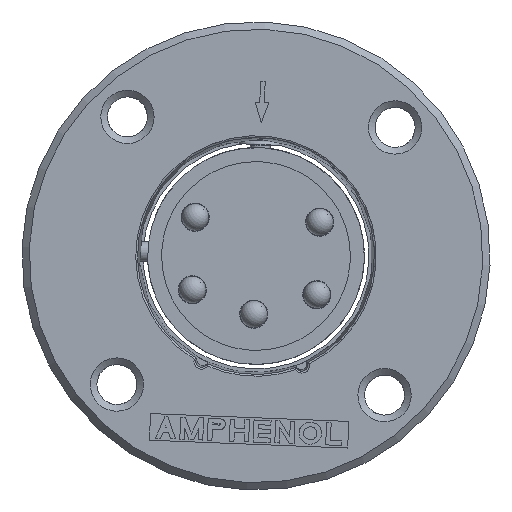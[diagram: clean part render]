
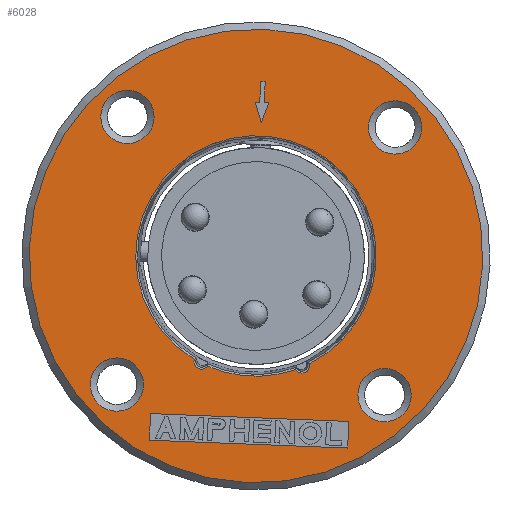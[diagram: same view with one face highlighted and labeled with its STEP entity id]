
A CAD part, left-side view. The second image highlights one B-rep face of the part: STEP entity #6028.
In plain terms, the highlighted planar face has unit normal (-1, 0, 0).
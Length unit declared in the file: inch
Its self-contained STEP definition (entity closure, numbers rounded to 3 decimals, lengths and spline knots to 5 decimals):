
#140=B_SPLINE_CURVE_WITH_KNOTS('',3,(#9923,#9924,#9925,#9926,#9927,#9928,
#9929,#9930),.UNSPECIFIED.,.F.,.F.,(4,1,1,1,1,4),(-0.78542,-0.72752,
-0.68876,-0.65,-0.61124,-0.55334),
 .UNSPECIFIED.);
#147=B_SPLINE_CURVE_WITH_KNOTS('',3,(#10062,#10063,#10064,#10065,#10066,
#10067,#10068,#10069),.UNSPECIFIED.,.F.,.F.,(4,1,1,1,1,4),(-0.25135,
-0.19345,-0.15469,-0.11593,-0.07717,
-0.01927),.UNSPECIFIED.);
#482=LINE('',#10147,#1006);
#483=LINE('',#10149,#1007);
#484=LINE('',#10151,#1008);
#485=LINE('',#10152,#1009);
#486=LINE('',#10155,#1010);
#487=LINE('',#10157,#1011);
#488=LINE('',#10159,#1012);
#489=LINE('',#10161,#1013);
#490=LINE('',#10163,#1014);
#491=LINE('',#10165,#1015);
#492=LINE('',#10166,#1016);
#1006=VECTOR('',#7517,0.11417);
#1007=VECTOR('',#7518,0.85039);
#1008=VECTOR('',#7519,0.11417);
#1009=VECTOR('',#7520,0.85039);
#1010=VECTOR('',#7521,0.09337);
#1011=VECTOR('',#7522,0.09337);
#1012=VECTOR('',#7523,0.01969);
#1013=VECTOR('',#7524,0.08858);
#1014=VECTOR('',#7525,0.01969);
#1015=VECTOR('',#7526,0.08858);
#1016=VECTOR('',#7527,0.01969);
#1314=FACE_BOUND('',#2107,.T.);
#1315=FACE_BOUND('',#2108,.T.);
#1316=FACE_BOUND('',#2109,.T.);
#1317=FACE_BOUND('',#2110,.T.);
#1318=FACE_BOUND('',#2111,.T.);
#1319=FACE_BOUND('',#2112,.T.);
#1320=FACE_BOUND('',#2113,.T.);
#1459=CIRCLE('',#6452,0.51567);
#1460=CIRCLE('',#6455,0.51567);
#1462=CIRCLE('',#6458,0.97244);
#1463=CIRCLE('',#6459,0.11417);
#1464=CIRCLE('',#6460,0.11417);
#1465=CIRCLE('',#6461,0.11417);
#1466=CIRCLE('',#6462,0.11417);
#1767=FACE_OUTER_BOUND('',#2106,.T.);
#2106=EDGE_LOOP('',(#4641));
#2107=EDGE_LOOP('',(#4642,#4643,#4644,#4645));
#2108=EDGE_LOOP('',(#4646,#4647,#4648,#4649));
#2109=EDGE_LOOP('',(#4650,#4651,#4652,#4653,#4654,#4655,#4656));
#2110=EDGE_LOOP('',(#4657));
#2111=EDGE_LOOP('',(#4658));
#2112=EDGE_LOOP('',(#4659));
#2113=EDGE_LOOP('',(#4660));
#2738=VERTEX_POINT('',#9907);
#2739=VERTEX_POINT('',#9922);
#2744=VERTEX_POINT('',#9967);
#2748=VERTEX_POINT('',#10047);
#2754=VERTEX_POINT('',#10143);
#2755=VERTEX_POINT('',#10145);
#2756=VERTEX_POINT('',#10146);
#2757=VERTEX_POINT('',#10148);
#2758=VERTEX_POINT('',#10150);
#2759=VERTEX_POINT('',#10153);
#2760=VERTEX_POINT('',#10154);
#2761=VERTEX_POINT('',#10156);
#2762=VERTEX_POINT('',#10158);
#2763=VERTEX_POINT('',#10160);
#2764=VERTEX_POINT('',#10162);
#2765=VERTEX_POINT('',#10164);
#2766=VERTEX_POINT('',#10167);
#2767=VERTEX_POINT('',#10169);
#2768=VERTEX_POINT('',#10171);
#2769=VERTEX_POINT('',#10173);
#3497=EDGE_CURVE('',#2738,#2739,#140,.T.);
#3504=EDGE_CURVE('',#2744,#2738,#1459,.T.);
#3509=EDGE_CURVE('',#2748,#2744,#147,.T.);
#3513=EDGE_CURVE('',#2739,#2748,#1460,.T.);
#3519=EDGE_CURVE('',#2754,#2754,#1462,.T.);
#3520=EDGE_CURVE('',#2755,#2756,#482,.T.);
#3521=EDGE_CURVE('',#2756,#2757,#483,.T.);
#3522=EDGE_CURVE('',#2757,#2758,#484,.T.);
#3523=EDGE_CURVE('',#2758,#2755,#485,.T.);
#3524=EDGE_CURVE('',#2759,#2760,#486,.T.);
#3525=EDGE_CURVE('',#2760,#2761,#487,.T.);
#3526=EDGE_CURVE('',#2761,#2762,#488,.T.);
#3527=EDGE_CURVE('',#2762,#2763,#489,.T.);
#3528=EDGE_CURVE('',#2763,#2764,#490,.T.);
#3529=EDGE_CURVE('',#2764,#2765,#491,.T.);
#3530=EDGE_CURVE('',#2765,#2759,#492,.T.);
#3531=EDGE_CURVE('',#2766,#2766,#1463,.T.);
#3532=EDGE_CURVE('',#2767,#2767,#1464,.T.);
#3533=EDGE_CURVE('',#2768,#2768,#1465,.T.);
#3534=EDGE_CURVE('',#2769,#2769,#1466,.T.);
#4641=ORIENTED_EDGE('',*,*,#3519,.F.);
#4642=ORIENTED_EDGE('',*,*,#3497,.F.);
#4643=ORIENTED_EDGE('',*,*,#3504,.F.);
#4644=ORIENTED_EDGE('',*,*,#3509,.F.);
#4645=ORIENTED_EDGE('',*,*,#3513,.F.);
#4646=ORIENTED_EDGE('',*,*,#3520,.T.);
#4647=ORIENTED_EDGE('',*,*,#3521,.T.);
#4648=ORIENTED_EDGE('',*,*,#3522,.T.);
#4649=ORIENTED_EDGE('',*,*,#3523,.T.);
#4650=ORIENTED_EDGE('',*,*,#3524,.T.);
#4651=ORIENTED_EDGE('',*,*,#3525,.T.);
#4652=ORIENTED_EDGE('',*,*,#3526,.T.);
#4653=ORIENTED_EDGE('',*,*,#3527,.T.);
#4654=ORIENTED_EDGE('',*,*,#3528,.T.);
#4655=ORIENTED_EDGE('',*,*,#3529,.T.);
#4656=ORIENTED_EDGE('',*,*,#3530,.T.);
#4657=ORIENTED_EDGE('',*,*,#3531,.T.);
#4658=ORIENTED_EDGE('',*,*,#3532,.T.);
#4659=ORIENTED_EDGE('',*,*,#3533,.T.);
#4660=ORIENTED_EDGE('',*,*,#3534,.T.);
#5556=PLANE('',#6457);
#6028=ADVANCED_FACE('',(#1767,#1314,#1315,#1316,#1317,#1318,#1319,#1320),
#5556,.T.);
#6452=AXIS2_PLACEMENT_3D('',#9982,#7499,#7500);
#6455=AXIS2_PLACEMENT_3D('',#10089,#7507,#7508);
#6457=AXIS2_PLACEMENT_3D('',#10142,#7513,#7514);
#6458=AXIS2_PLACEMENT_3D('',#10144,#7515,#7516);
#6459=AXIS2_PLACEMENT_3D('',#10168,#7528,#7529);
#6460=AXIS2_PLACEMENT_3D('',#10170,#7530,#7531);
#6461=AXIS2_PLACEMENT_3D('',#10172,#7532,#7533);
#6462=AXIS2_PLACEMENT_3D('',#10174,#7534,#7535);
#7499=DIRECTION('center_axis',(-1.,0.,0.));
#7500=DIRECTION('ref_axis',(0.,-0.039,0.999));
#7507=DIRECTION('center_axis',(-1.,0.,0.));
#7508=DIRECTION('ref_axis',(0.,0.039,-0.999));
#7513=DIRECTION('center_axis',(-1.,0.,0.));
#7514=DIRECTION('ref_axis',(0.,-0.039,0.999));
#7515=DIRECTION('center_axis',(1.,0.,0.));
#7516=DIRECTION('ref_axis',(0.,-0.039,0.999));
#7517=DIRECTION('',(0.,0.039,-0.999));
#7518=DIRECTION('',(0.,0.999,0.039));
#7519=DIRECTION('',(0.,-0.039,0.999));
#7520=DIRECTION('',(0.,-0.999,-0.039));
#7521=DIRECTION('',(0.,0.353,-0.935));
#7522=DIRECTION('',(0.,0.279,0.96));
#7523=DIRECTION('',(0.,-0.999,-0.039));
#7524=DIRECTION('',(0.,-0.039,0.999));
#7525=DIRECTION('',(0.,-0.999,-0.039));
#7526=DIRECTION('',(0.,0.039,-0.999));
#7527=DIRECTION('',(0.,-0.999,-0.039));
#7528=DIRECTION('center_axis',(1.,0.,0.));
#7529=DIRECTION('ref_axis',(0.,-0.999,-0.039));
#7530=DIRECTION('center_axis',(1.,0.,0.));
#7531=DIRECTION('ref_axis',(0.,-0.999,-0.039));
#7532=DIRECTION('center_axis',(1.,0.,0.));
#7533=DIRECTION('ref_axis',(0.,-0.999,-0.039));
#7534=DIRECTION('center_axis',(1.,0.,0.));
#7535=DIRECTION('ref_axis',(0.,-0.999,-0.039));
#9907=CARTESIAN_POINT('',(5.62623,1.41627,-0.4419));
#9922=CARTESIAN_POINT('',(5.62623,1.35802,-0.47191));
#9923=CARTESIAN_POINT('Ctrl Pts',(5.62623,1.41623,-0.4419));
#9924=CARTESIAN_POINT('Ctrl Pts',(5.62623,1.41819,-0.44922));
#9925=CARTESIAN_POINT('Ctrl Pts',(5.62623,1.41733,-0.46258));
#9926=CARTESIAN_POINT('Ctrl Pts',(5.62623,1.40639,-0.47722));
#9927=CARTESIAN_POINT('Ctrl Pts',(5.62623,1.39253,-0.48438));
#9928=CARTESIAN_POINT('Ctrl Pts',(5.62623,1.37425,-0.48478));
#9929=CARTESIAN_POINT('Ctrl Pts',(5.62623,1.36287,-0.47773));
#9930=CARTESIAN_POINT('Ctrl Pts',(5.62623,1.35805,-0.47187));
#9967=CARTESIAN_POINT('',(5.62623,0.92229,-0.46138));
#9982=CARTESIAN_POINT('Origin',(5.62623,1.15144,0.00058));
#10047=CARTESIAN_POINT('',(5.62623,0.98271,-0.48671));
#10062=CARTESIAN_POINT('Ctrl Pts',(5.62623,0.98269,-0.48668));
#10063=CARTESIAN_POINT('Ctrl Pts',(5.62623,0.97834,-0.49289));
#10064=CARTESIAN_POINT('Ctrl Pts',(5.62623,0.96756,-0.50082));
#10065=CARTESIAN_POINT('Ctrl Pts',(5.62623,0.9493,-0.50185));
#10066=CARTESIAN_POINT('Ctrl Pts',(5.62623,0.93491,-0.49583));
#10067=CARTESIAN_POINT('Ctrl Pts',(5.62623,0.92286,-0.48208));
#10068=CARTESIAN_POINT('Ctrl Pts',(5.62623,0.92094,-0.46884));
#10069=CARTESIAN_POINT('Ctrl Pts',(5.62623,0.92233,-0.46138));
#10089=CARTESIAN_POINT('Origin',(5.62623,1.15144,0.00058));
#10142=CARTESIAN_POINT('Origin',(5.62623,1.13228,0.48642));
#10143=CARTESIAN_POINT('',(5.62623,1.18977,-0.97111));
#10144=CARTESIAN_POINT('Origin',(5.62623,1.15144,0.00058));
#10145=CARTESIAN_POINT('',(5.62623,0.75388,-0.70856));
#10146=CARTESIAN_POINT('',(5.62623,0.75838,-0.82264));
#10147=CARTESIAN_POINT('',(5.62623,0.75388,-0.70856));
#10148=CARTESIAN_POINT('',(5.62623,1.60812,-0.78912));
#10149=CARTESIAN_POINT('',(5.62623,0.75838,-0.82264));
#10150=CARTESIAN_POINT('',(5.62623,1.60362,-0.67504));
#10151=CARTESIAN_POINT('',(5.62623,1.60812,-0.78912));
#10152=CARTESIAN_POINT('',(5.62623,1.60362,-0.67504));
#10153=CARTESIAN_POINT('',(5.62623,1.09595,0.65835));
#10154=CARTESIAN_POINT('',(5.62623,1.12894,0.571));
#10155=CARTESIAN_POINT('',(5.62623,1.09595,0.65835));
#10156=CARTESIAN_POINT('',(5.62623,1.15495,0.66068));
#10157=CARTESIAN_POINT('',(5.62623,1.12894,0.571));
#10158=CARTESIAN_POINT('',(5.62623,1.13528,0.6599));
#10159=CARTESIAN_POINT('',(5.62623,1.15495,0.66068));
#10160=CARTESIAN_POINT('',(5.62623,1.13179,0.74841));
#10161=CARTESIAN_POINT('',(5.62623,1.13528,0.6599));
#10162=CARTESIAN_POINT('',(5.62623,1.11212,0.74764));
#10163=CARTESIAN_POINT('',(5.62623,1.13179,0.74841));
#10164=CARTESIAN_POINT('',(5.62623,1.11562,0.65913));
#10165=CARTESIAN_POINT('',(5.62623,1.11212,0.74764));
#10166=CARTESIAN_POINT('',(5.62623,1.11562,0.65913));
#10167=CARTESIAN_POINT('',(5.62623,0.71443,-0.59128));
#10168=CARTESIAN_POINT('Origin',(5.62623,0.60034,-0.59578));
#10169=CARTESIAN_POINT('',(5.62623,1.86189,-0.54602));
#10170=CARTESIAN_POINT('Origin',(5.62623,1.7478,-0.55052));
#10171=CARTESIAN_POINT('',(5.62623,1.81663,0.60144));
#10172=CARTESIAN_POINT('Origin',(5.62623,1.70254,0.59694));
#10173=CARTESIAN_POINT('',(5.62623,0.66917,0.55618));
#10174=CARTESIAN_POINT('Origin',(5.62623,0.55508,0.55168));
